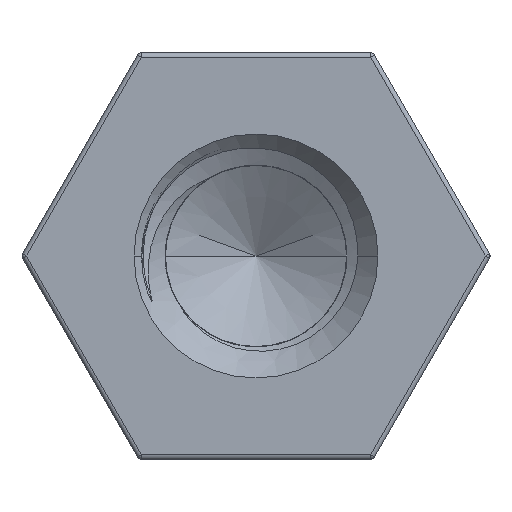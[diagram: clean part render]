
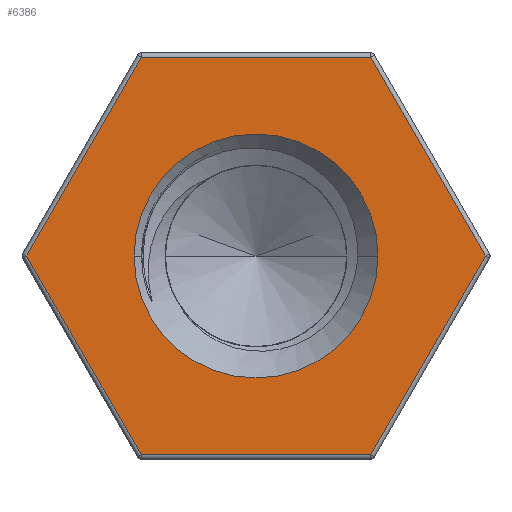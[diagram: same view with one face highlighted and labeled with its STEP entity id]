
A CAD part, left-side view. The second image highlights one B-rep face of the part: STEP entity #6386.
In plain terms, the highlighted planar face has unit normal (-1, 0, 0).
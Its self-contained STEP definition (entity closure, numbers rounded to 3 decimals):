
#1771=DIRECTION('',(0.,-0.5,-0.866));
#1772=VECTOR('',#1771,2.539);
#1773=CARTESIAN_POINT('',(-10.,2.539,0.));
#1774=LINE('',#1773,#1772);
#1778=DIRECTION('',(0.,0.5,-0.866));
#1779=VECTOR('',#1778,2.539);
#1780=CARTESIAN_POINT('',(-10.,1.27,2.199));
#1781=LINE('',#1780,#1779);
#1785=DIRECTION('',(0.,1.,0.));
#1786=VECTOR('',#1785,2.539);
#1787=CARTESIAN_POINT('',(-10.,-1.27,2.199));
#1788=LINE('',#1787,#1786);
#1792=DIRECTION('',(0.,0.5,0.866));
#1793=VECTOR('',#1792,2.539);
#1794=CARTESIAN_POINT('',(-10.,-2.539,0.));
#1795=LINE('',#1794,#1793);
#1799=DIRECTION('',(0.,-0.5,0.866));
#1800=VECTOR('',#1799,2.539);
#1801=CARTESIAN_POINT('',(-10.,-1.27,-2.199));
#1802=LINE('',#1801,#1800);
#1806=DIRECTION('',(0.,-1.,0.));
#1807=VECTOR('',#1806,2.539);
#1808=CARTESIAN_POINT('',(-10.,1.27,-2.199));
#1809=LINE('',#1808,#1807);
#1813=CARTESIAN_POINT('',(-10.,0.,0.));
#1814=DIRECTION('',(1.,0.,0.));
#1815=DIRECTION('',(0.,1.,0.));
#1816=AXIS2_PLACEMENT_3D('',#1813,#1814,#1815);
#1821=CARTESIAN_POINT('',(-10.,0.,0.));
#1822=DIRECTION('',(1.,0.,0.));
#1823=DIRECTION('',(0.,-1.,0.));
#1824=AXIS2_PLACEMENT_3D('',#1821,#1822,#1823);
#4554=CARTESIAN_POINT('',(-10.,2.539,0.));
#4555=CARTESIAN_POINT('',(-10.,1.27,-2.199));
#4556=VERTEX_POINT('',#4554);
#4557=VERTEX_POINT('',#4555);
#4566=CARTESIAN_POINT('',(-10.,-1.27,-2.199));
#4567=VERTEX_POINT('',#4566);
#4614=CARTESIAN_POINT('',(-10.,-2.539,0.));
#4615=VERTEX_POINT('',#4614);
#4616=CARTESIAN_POINT('',(-10.,-1.27,2.199));
#4617=VERTEX_POINT('',#4616);
#4618=CARTESIAN_POINT('',(-10.,1.27,2.199));
#4619=VERTEX_POINT('',#4618);
#4633=CARTESIAN_POINT('',(-10.,-1.35,0.));
#4635=VERTEX_POINT('',#4633);
#4636=CARTESIAN_POINT('',(-10.,1.35,0.));
#4637=VERTEX_POINT('',#4636);
#6363=CARTESIAN_POINT('',(-10.,0.,0.));
#6364=DIRECTION('',(1.,0.,0.));
#6365=DIRECTION('',(0.,-1.,0.));
#6366=AXIS2_PLACEMENT_3D('',#6363,#6364,#6365);
#6367=PLANE('',#6366);
#6368=ORIENTED_EDGE('',*,*,#6354,.F.);
#6370=ORIENTED_EDGE('',*,*,#6369,.F.);
#6372=ORIENTED_EDGE('',*,*,#6371,.F.);
#6374=ORIENTED_EDGE('',*,*,#6373,.F.);
#6376=ORIENTED_EDGE('',*,*,#6375,.F.);
#6377=ORIENTED_EDGE('',*,*,#6275,.F.);
#6378=EDGE_LOOP('',(#6368,#6370,#6372,#6374,#6376,#6377));
#6379=FACE_OUTER_BOUND('',#6378,.F.);
#6381=ORIENTED_EDGE('',*,*,#6380,.F.);
#6383=ORIENTED_EDGE('',*,*,#6382,.F.);
#6384=EDGE_LOOP('',(#6381,#6383));
#6385=FACE_BOUND('',#6384,.F.);
#1817=CIRCLE('',#1816,1.35);
#1825=CIRCLE('',#1824,1.35);
#6275=EDGE_CURVE('',#4557,#4567,#1809,.T.);
#6354=EDGE_CURVE('',#4556,#4557,#1774,.T.);
#6369=EDGE_CURVE('',#4619,#4556,#1781,.T.);
#6371=EDGE_CURVE('',#4617,#4619,#1788,.T.);
#6373=EDGE_CURVE('',#4615,#4617,#1795,.T.);
#6375=EDGE_CURVE('',#4567,#4615,#1802,.T.);
#6380=EDGE_CURVE('',#4637,#4635,#1817,.T.);
#6382=EDGE_CURVE('',#4635,#4637,#1825,.T.);
#6386=ADVANCED_FACE('',(#6379,#6385),#6367,.F.);
